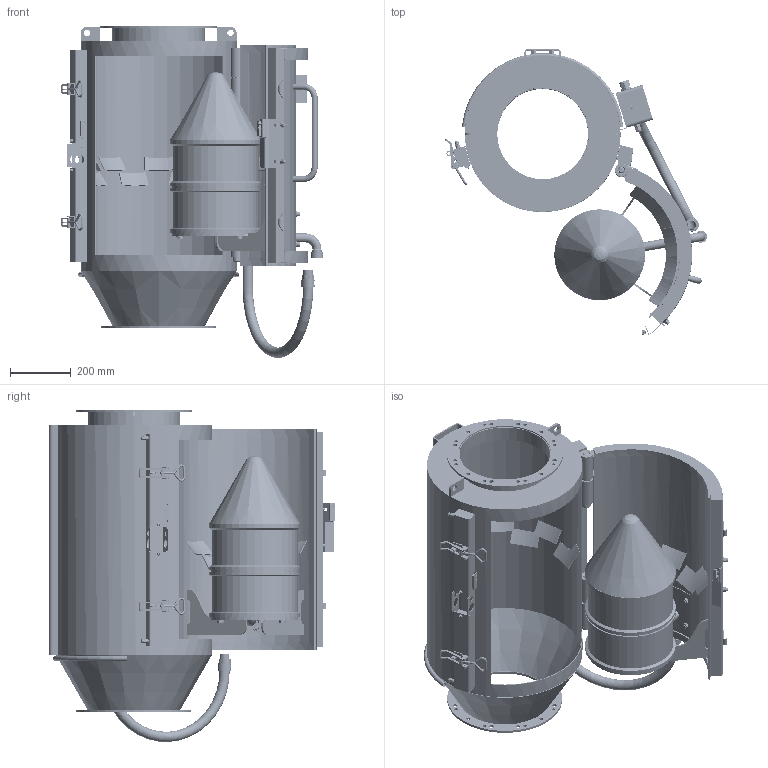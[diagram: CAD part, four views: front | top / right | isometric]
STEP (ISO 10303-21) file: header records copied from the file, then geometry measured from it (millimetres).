
FILE_DESCRIPTION(/* description */ (''),/* implementation_level */ '2;1');
FILE_NAME(/* name */ 'SPAB000064 - Customer.stp',/* time_stamp */ '2014-09-12T10:08:35+02:00',/* author */ ('bs'),/* organization */ (''),/* preprocessor_version */ 'ST-DEVELOPER v15.2',/* originating_system */ 'Autodesk Inventor 2014',/* authorisation */ '');
FILE_SCHEMA (('AUTOMOTIVE_DESIGN { 1 0 10303 214 3 1 1 }'));
Length unit declared in the file: centimetre
Products named in the file (1): SPAB000064 - Customer
Bounding box: 865.54 x 946.81 x 1096.77 mm (x, y, z)
Volume: 30825811 mm3; surface area: 8056633.9 mm2
Topology: 41 solids, 176 shells, 9244 faces, 24066 edges, 15624 vertices
Faces by surface type: plane 5766, bspline 1621, cylinder 1103, cone 461, torus 263, sphere 30
Full cylindrical faces by diameter (mm): 3 x12, 3.242 x4, 3.3 x2, 3.5 x4, 4 x33, 4.5 x22, 4.917 x6, 5 x2, 5.5 x6, 5.6 x6, 6 x24, 6.4 x9, 6.5 x4, 6.647 x15, 7 x12, 7.5 x4, 8 x35, 8.1 x2, 8.4 x4, 9 x15, 10 x28, 10.106 x3, 10.5 x4, 10.8 x1, 11.053 x3, 11.5 x20, 11.6 x4, 12 x16, 13 x22, 13.5 x3
Entity records: 300543 total; most frequent: CARTESIAN_POINT 80527, ORIENTED_EDGE 45926, DIRECTION 37425, EDGE_CURVE 22923, VERTEX_POINT 15287, LINE 14925, VECTOR 14925, AXIS2_PLACEMENT_3D 11250
